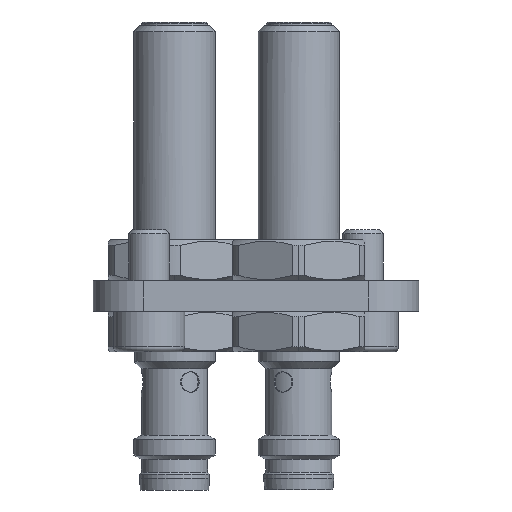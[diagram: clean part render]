
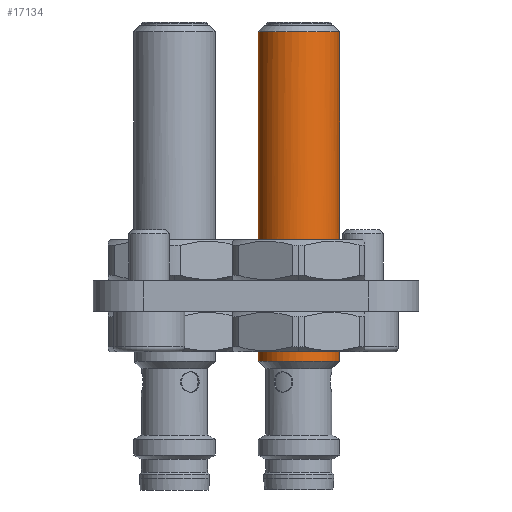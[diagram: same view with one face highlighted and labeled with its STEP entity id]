
A CAD part, left-side view. The second image highlights one B-rep face of the part: STEP entity #17134.
In plain terms, the highlighted cylindrical face has radius 4 mm (diameter 8 mm), a partial arc.
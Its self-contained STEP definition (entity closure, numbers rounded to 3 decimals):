
#410 = CYLINDRICAL_SURFACE ( 'NONE', #3189, 4. ) ;
#928 = VERTEX_POINT ( 'NONE', #16682 ) ;
#1243 = EDGE_CURVE ( 'NONE', #6506, #928, #6520, .T. ) ;
#1308 = CARTESIAN_POINT ( 'NONE',  ( -15., -4.7, 24.45 ) ) ;
#1428 = ORIENTED_EDGE ( 'NONE', *, *, #3584, .T. ) ;
#2673 = DIRECTION ( 'NONE',  ( 0., 1., 0. ) ) ;
#3030 = DIRECTION ( 'NONE',  ( 0., 0., -1. ) ) ;
#3189 = AXIS2_PLACEMENT_3D ( 'NONE', #15120, #4194, #13814 ) ;
#3287 = DIRECTION ( 'NONE',  ( 0., 0., 1. ) ) ;
#3584 = EDGE_CURVE ( 'NONE', #10357, #14240, #17188, .T. ) ;
#3890 = DIRECTION ( 'NONE',  ( 0., 0., 1. ) ) ;
#4035 = CARTESIAN_POINT ( 'NONE',  ( -15., -8.7, -2.55 ) ) ;
#4074 = CARTESIAN_POINT ( 'NONE',  ( -15., -8.7, 24.45 ) ) ;
#4108 = EDGE_LOOP ( 'NONE', ( #16863, #10570, #10700, #17294, #1428, #17231 ) ) ;
#4194 = DIRECTION ( 'NONE',  ( 0., 0., 1. ) ) ;
#4285 = CIRCLE ( 'NONE', #5107, 4. ) ;
#5107 = AXIS2_PLACEMENT_3D ( 'NONE', #1308, #10821, #2673 ) ;
#5127 = EDGE_CURVE ( 'NONE', #7548, #17012, #4285, .T. ) ;
#5570 = VECTOR ( 'NONE', #3890, 1000. ) ;
#5761 = AXIS2_PLACEMENT_3D ( 'NONE', #11457, #3287, #12819 ) ;
#6506 = VERTEX_POINT ( 'NONE', #4035 ) ;
#6520 = CIRCLE ( 'NONE', #10206, 4. ) ;
#7548 = VERTEX_POINT ( 'NONE', #4074 ) ;
#7637 = CARTESIAN_POINT ( 'NONE',  ( -15., -0.7, -7.9 ) ) ;
#7997 = VECTOR ( 'NONE', #12273, 1000. ) ;
#8093 = CARTESIAN_POINT ( 'NONE',  ( -15., -0.7, 24.45 ) ) ;
#8377 = EDGE_CURVE ( 'NONE', #928, #14240, #16495, .T. ) ;
#8931 = FACE_OUTER_BOUND ( 'NONE', #4108, .T. ) ;
#9016 = CARTESIAN_POINT ( 'NONE',  ( -15.5, -8.669, -7.9 ) ) ;
#9222 = LINE ( 'NONE', #16128, #5570 ) ;
#9541 = CARTESIAN_POINT ( 'NONE',  ( -15., -0.7, 40.05 ) ) ;
#10058 = EDGE_CURVE ( 'NONE', #6506, #7548, #9222, .T. ) ;
#10206 = AXIS2_PLACEMENT_3D ( 'NONE', #11197, #3030, #12553 ) ;
#10357 = VERTEX_POINT ( 'NONE', #7637 ) ;
#10570 = ORIENTED_EDGE ( 'NONE', *, *, #10058, .T. ) ;
#10700 = ORIENTED_EDGE ( 'NONE', *, *, #5127, .T. ) ;
#10821 = DIRECTION ( 'NONE',  ( 0., 0., -1. ) ) ;
#11197 = CARTESIAN_POINT ( 'NONE',  ( -15., -4.7, -2.55 ) ) ;
#11457 = CARTESIAN_POINT ( 'NONE',  ( -15., -4.7, -7.9 ) ) ;
#11550 = DIRECTION ( 'NONE',  ( 0., 0., -1. ) ) ;
#12273 = DIRECTION ( 'NONE',  ( 0., 0., 1. ) ) ;
#12553 = DIRECTION ( 'NONE',  ( 0., 1., 0. ) ) ;
#12819 = DIRECTION ( 'NONE',  ( 0., 1., 0. ) ) ;
#13814 = DIRECTION ( 'NONE',  ( 0., 1., 0. ) ) ;
#14240 = VERTEX_POINT ( 'NONE', #9016 ) ;
#15120 = CARTESIAN_POINT ( 'NONE',  ( -15., -4.7, 40.05 ) ) ;
#15185 = LINE ( 'NONE', #9541, #7997 ) ;
#15495 = CARTESIAN_POINT ( 'NONE',  ( -15.5, -8.669, 40.05 ) ) ;
#15513 = EDGE_CURVE ( 'NONE', #10357, #17012, #15185, .T. ) ;
#16081 = VECTOR ( 'NONE', #11550, 1000. ) ;
#16128 = CARTESIAN_POINT ( 'NONE',  ( -15., -8.7, 40.05 ) ) ;
#16495 = LINE ( 'NONE', #15495, #16081 ) ;
#16682 = CARTESIAN_POINT ( 'NONE',  ( -15.5, -8.669, -2.55 ) ) ;
#16863 = ORIENTED_EDGE ( 'NONE', *, *, #1243, .F. ) ;
#17012 = VERTEX_POINT ( 'NONE', #8093 ) ;
#17134 = ADVANCED_FACE ( 'NONE', ( #8931 ), #410, .T. ) ;
#17188 = CIRCLE ( 'NONE', #5761, 4. ) ;
#17231 = ORIENTED_EDGE ( 'NONE', *, *, #8377, .F. ) ;
#17294 = ORIENTED_EDGE ( 'NONE', *, *, #15513, .F. ) ;
